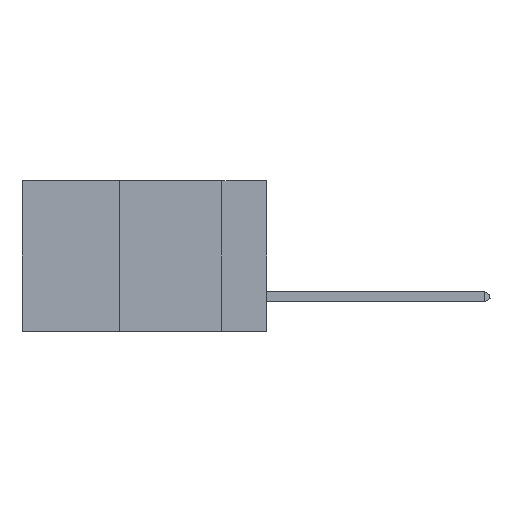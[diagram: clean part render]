
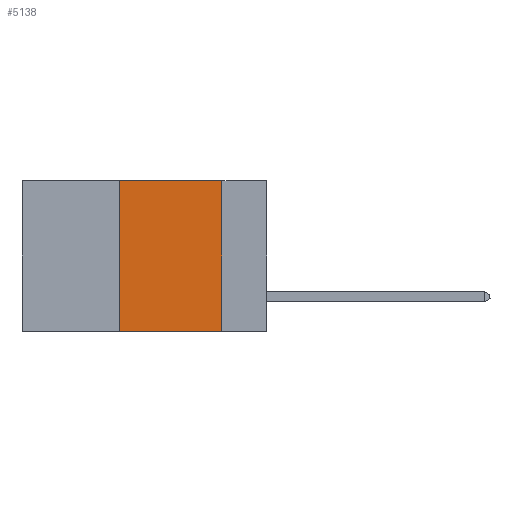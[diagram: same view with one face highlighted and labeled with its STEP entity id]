
A CAD part, left-side view. The second image highlights one B-rep face of the part: STEP entity #5138.
In plain terms, the highlighted planar face has unit normal (-1, 0, 0).
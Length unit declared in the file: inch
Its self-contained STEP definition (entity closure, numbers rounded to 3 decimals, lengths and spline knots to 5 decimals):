
#1115 = CARTESIAN_POINT ( 'NONE',  ( 0., 0.36, -0.37 ) ) ;
#1147 = VERTEX_POINT ( 'NONE', #11356 ) ;
#1306 = ORIENTED_EDGE ( 'NONE', *, *, #7343, .T. ) ;
#1384 = DIRECTION ( 'NONE',  ( 0., -1., 0. ) ) ;
#1709 = EDGE_CURVE ( 'NONE', #7148, #18176, #16641, .T. ) ;
#3138 = AXIS2_PLACEMENT_3D ( 'NONE', #21294, #10411, #23179 ) ;
#3222 = ORIENTED_EDGE ( 'NONE', *, *, #17617, .F. ) ;
#4107 = DIRECTION ( 'NONE',  ( 0., -1., 0. ) ) ;
#4731 = VECTOR ( 'NONE', #15405, 39.37008 ) ;
#4829 = LINE ( 'NONE', #10494, #23358 ) ;
#4984 = CARTESIAN_POINT ( 'NONE',  ( 0., 0.36, 0. ) ) ;
#5138 = ADVANCED_FACE ( 'NONE', ( #7614 ), #16118, .F. ) ;
#5820 = EDGE_LOOP ( 'NONE', ( #3222, #10960, #10923, #1306 ) ) ;
#7148 = VERTEX_POINT ( 'NONE', #1115 ) ;
#7343 = EDGE_CURVE ( 'NONE', #7148, #1147, #4829, .T. ) ;
#7614 = FACE_OUTER_BOUND ( 'NONE', #5820, .T. ) ;
#10411 = DIRECTION ( 'NONE',  ( 1., 0., 0. ) ) ;
#10494 = CARTESIAN_POINT ( 'NONE',  ( 0., 0.6, -0.37 ) ) ;
#10923 = ORIENTED_EDGE ( 'NONE', *, *, #1709, .F. ) ;
#10960 = ORIENTED_EDGE ( 'NONE', *, *, #12884, .F. ) ;
#11275 = CARTESIAN_POINT ( 'NONE',  ( 0., 0.6, 0. ) ) ;
#11356 = CARTESIAN_POINT ( 'NONE',  ( 0., 0.11, -0.37 ) ) ;
#12724 = CARTESIAN_POINT ( 'NONE',  ( 0., 0.11, 0. ) ) ;
#12884 = EDGE_CURVE ( 'NONE', #18176, #14622, #20636, .T. ) ;
#13235 = VECTOR ( 'NONE', #4107, 39.37008 ) ;
#13483 = DIRECTION ( 'NONE',  ( 0., 0., 1. ) ) ;
#14622 = VERTEX_POINT ( 'NONE', #12724 ) ;
#15405 = DIRECTION ( 'NONE',  ( 0., 0., -1. ) ) ;
#16118 = PLANE ( 'NONE',  #3138 ) ;
#16641 = LINE ( 'NONE', #18961, #19480 ) ;
#17617 = EDGE_CURVE ( 'NONE', #14622, #1147, #19846, .T. ) ;
#18176 = VERTEX_POINT ( 'NONE', #4984 ) ;
#18961 = CARTESIAN_POINT ( 'NONE',  ( 0., 0.36, 0. ) ) ;
#19480 = VECTOR ( 'NONE', #13483, 39.37008 ) ;
#19846 = LINE ( 'NONE', #20922, #4731 ) ;
#20636 = LINE ( 'NONE', #11275, #13235 ) ;
#20922 = CARTESIAN_POINT ( 'NONE',  ( 0., 0.11, 0. ) ) ;
#21294 = CARTESIAN_POINT ( 'NONE',  ( 0., 0.6, 0. ) ) ;
#23179 = DIRECTION ( 'NONE',  ( 0., 0., -1. ) ) ;
#23358 = VECTOR ( 'NONE', #1384, 39.37008 ) ;
